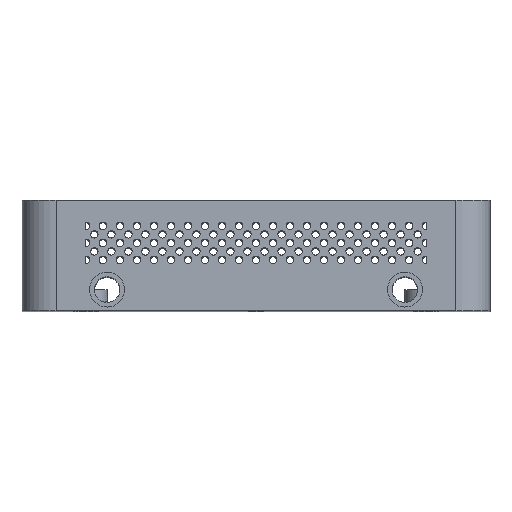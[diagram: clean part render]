
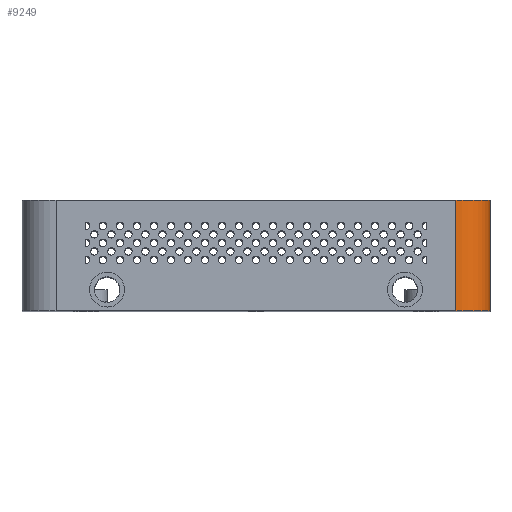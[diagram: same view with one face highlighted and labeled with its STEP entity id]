
A CAD part, top view. The second image highlights one B-rep face of the part: STEP entity #9249.
In plain terms, the highlighted cylindrical face has radius 8 mm (diameter 16 mm), a partial arc.
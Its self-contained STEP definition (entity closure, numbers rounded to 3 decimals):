
#773 = VECTOR ( 'NONE', #26822, 1000. ) ;
#1477 = DIRECTION ( 'NONE',  ( 0., 1., 0. ) ) ;
#2600 = CIRCLE ( 'NONE', #9649, 8. ) ;
#5586 = ORIENTED_EDGE ( 'NONE', *, *, #21981, .T. ) ;
#6622 = DIRECTION ( 'NONE',  ( 0., 0., 1. ) ) ;
#7420 = FACE_OUTER_BOUND ( 'NONE', #19200, .T. ) ;
#7610 = CYLINDRICAL_SURFACE ( 'NONE', #11118, 8. ) ;
#9249 = ADVANCED_FACE ( 'NONE', ( #7420 ), #7610, .T. ) ;
#9649 = AXIS2_PLACEMENT_3D ( 'NONE', #34104, #21312, #6622 ) ;
#11022 = CARTESIAN_POINT ( 'NONE',  ( 55., 26., 47. ) ) ;
#11033 = DIRECTION ( 'NONE',  ( 0., -1., 0. ) ) ;
#11118 = AXIS2_PLACEMENT_3D ( 'NONE', #29475, #11033, #28895 ) ;
#11860 = EDGE_CURVE ( 'NONE', #39542, #24311, #34672, .T. ) ;
#12402 = EDGE_CURVE ( 'NONE', #19475, #33418, #23237, .T. ) ;
#12777 = ORIENTED_EDGE ( 'NONE', *, *, #11860, .T. ) ;
#12906 = VECTOR ( 'NONE', #37871, 1000. ) ;
#13708 = DIRECTION ( 'NONE',  ( 0., 0., 1. ) ) ;
#16974 = CIRCLE ( 'NONE', #33647, 8. ) ;
#17037 = CARTESIAN_POINT ( 'NONE',  ( 47., 26., 55. ) ) ;
#18913 = CARTESIAN_POINT ( 'NONE',  ( 47., 0., 55. ) ) ;
#19200 = EDGE_LOOP ( 'NONE', ( #5586, #30858, #20085, #12777 ) ) ;
#19475 = VERTEX_POINT ( 'NONE', #11022 ) ;
#20085 = ORIENTED_EDGE ( 'NONE', *, *, #37627, .F. ) ;
#21312 = DIRECTION ( 'NONE',  ( 0., 1., 0. ) ) ;
#21981 = EDGE_CURVE ( 'NONE', #24311, #33418, #2600, .T. ) ;
#23237 = LINE ( 'NONE', #35645, #773 ) ;
#24311 = VERTEX_POINT ( 'NONE', #18913 ) ;
#24849 = CARTESIAN_POINT ( 'NONE',  ( 55., 0., 47. ) ) ;
#26822 = DIRECTION ( 'NONE',  ( 0., -1., 0. ) ) ;
#28895 = DIRECTION ( 'NONE',  ( 0., 0., -1. ) ) ;
#28974 = CARTESIAN_POINT ( 'NONE',  ( 47., 26., 47. ) ) ;
#29475 = CARTESIAN_POINT ( 'NONE',  ( 47., 24., 47. ) ) ;
#30858 = ORIENTED_EDGE ( 'NONE', *, *, #12402, .F. ) ;
#31261 = CARTESIAN_POINT ( 'NONE',  ( 47., 24., 55. ) ) ;
#33418 = VERTEX_POINT ( 'NONE', #24849 ) ;
#33647 = AXIS2_PLACEMENT_3D ( 'NONE', #28974, #1477, #13708 ) ;
#34104 = CARTESIAN_POINT ( 'NONE',  ( 47., 0., 47. ) ) ;
#34672 = LINE ( 'NONE', #31261, #12906 ) ;
#35645 = CARTESIAN_POINT ( 'NONE',  ( 55., 24., 47. ) ) ;
#37627 = EDGE_CURVE ( 'NONE', #39542, #19475, #16974, .T. ) ;
#37871 = DIRECTION ( 'NONE',  ( 0., -1., 0. ) ) ;
#39542 = VERTEX_POINT ( 'NONE', #17037 ) ;
